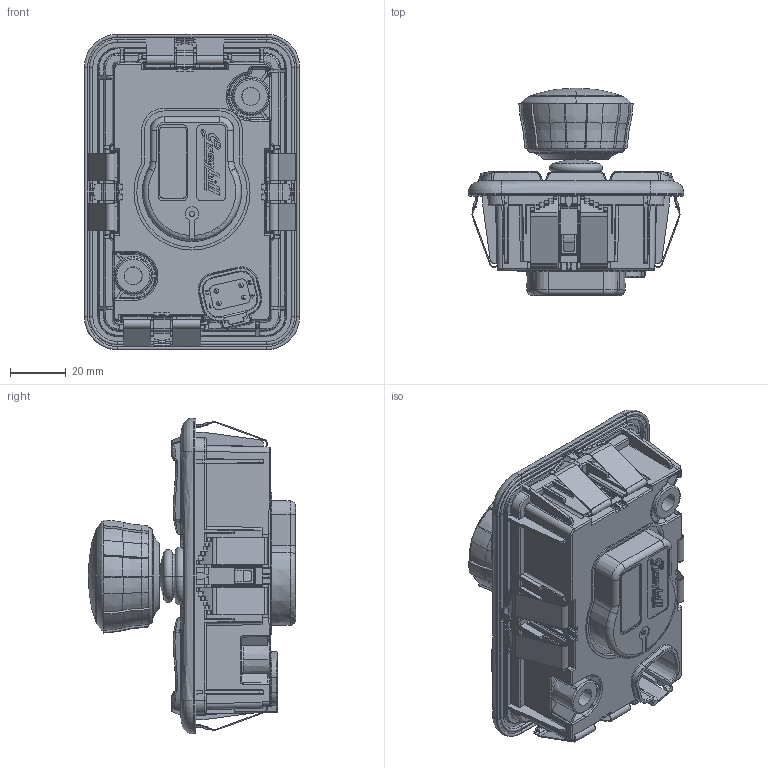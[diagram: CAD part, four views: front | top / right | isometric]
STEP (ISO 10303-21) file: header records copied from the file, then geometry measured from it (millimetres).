
FILE_DESCRIPTION((''),'2;1');
FILE_NAME('3JX2X5-G2-100X_SW0001','2017-11-17T',('dburns'),(''),'PRO/ENGINEER BY PARAMETRIC TECHNOLOGY CORPORATION, 2016100','PRO/ENGINEER BY PARAMETRIC TECHNOLOGY CORPORATION, 2016100','');
FILE_SCHEMA(('CONFIG_CONTROL_DESIGN'));
Products named in the file (1): 3JX2X5-G2-100X_SW0001
Bounding box: 77 x 74.08 x 113 mm (x, y, z)
Volume: 221963.9 mm3; surface area: 57396.7 mm2
Topology: 1 solids, 2 shells, 2949 faces, 8025 edges, 5105 vertices
Faces by surface type: plane 1512, cylinder 772, bspline 310, cone 130, torus 101, revolution 68, sphere 44, extrusion 12
Entity records: 169228 total; most frequent: CARTESIAN_POINT 39776, ORIENTED_EDGE 16026, DIRECTION 13363, PRESENTATION_STYLE_ASSIGNMENT 10884, STYLED_ITEM 8074, CURVE_STYLE 8069, EDGE_CURVE 8013, FILL_AREA_STYLE_COLOUR 5624
